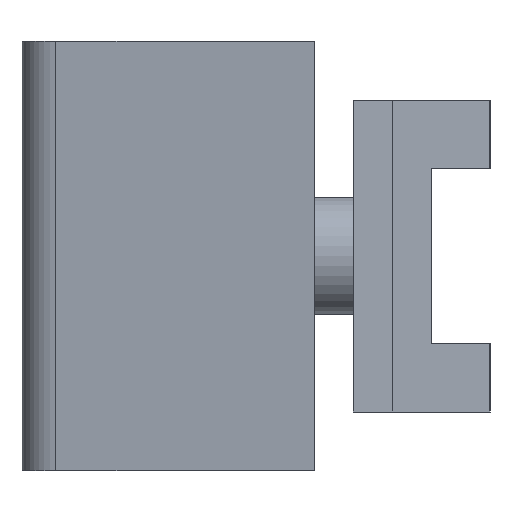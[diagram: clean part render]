
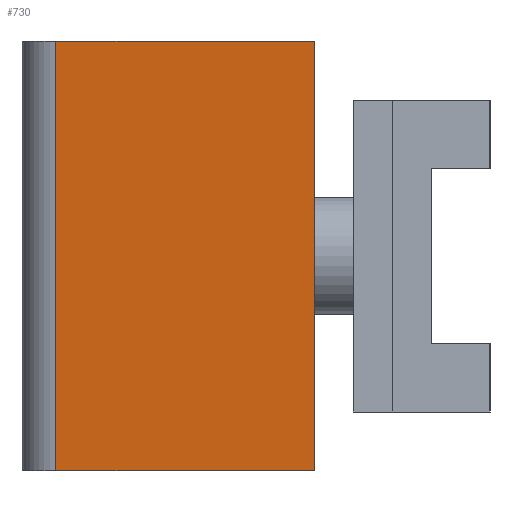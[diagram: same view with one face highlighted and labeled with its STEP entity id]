
A CAD part, left-side view. The second image highlights one B-rep face of the part: STEP entity #730.
In plain terms, the highlighted planar face has unit normal (-0.991, 0.132, 0).
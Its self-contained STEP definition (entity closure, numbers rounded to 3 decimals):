
#67=PLANE('',#811);
#114=FACE_OUTER_BOUND('',#162,.T.);
#162=EDGE_LOOP('',(#669,#670,#671,#672));
#230=LINE('',#1186,#309);
#235=LINE('',#1198,#314);
#242=LINE('',#1215,#321);
#243=LINE('',#1217,#322);
#309=VECTOR('',#982,10.);
#314=VECTOR('',#993,10.);
#321=VECTOR('',#1010,10.);
#322=VECTOR('',#1013,10.);
#388=VERTEX_POINT('',#1183);
#389=VERTEX_POINT('',#1185);
#393=VERTEX_POINT('',#1197);
#398=VERTEX_POINT('',#1213);
#475=EDGE_CURVE('',#388,#389,#230,.T.);
#481=EDGE_CURVE('',#393,#389,#235,.T.);
#490=EDGE_CURVE('',#388,#398,#242,.T.);
#491=EDGE_CURVE('',#393,#398,#243,.T.);
#669=ORIENTED_EDGE('',*,*,#475,.F.);
#670=ORIENTED_EDGE('',*,*,#490,.T.);
#671=ORIENTED_EDGE('',*,*,#491,.F.);
#672=ORIENTED_EDGE('',*,*,#481,.T.);
#730=ADVANCED_FACE('',(#114),#67,.T.);
#811=AXIS2_PLACEMENT_3D('',#1216,#1011,#1012);
#982=DIRECTION('',(0.,0.,1.));
#993=DIRECTION('',(0.132,0.991,0.));
#1010=DIRECTION('',(-0.132,-0.991,0.));
#1011=DIRECTION('center_axis',(-0.991,0.132,0.));
#1012=DIRECTION('ref_axis',(0.,0.,1.));
#1013=DIRECTION('',(0.,0.,-1.));
#1183=CARTESIAN_POINT('',(1.769,17.264,-5.));
#1185=CARTESIAN_POINT('',(1.769,17.264,17.));
#1186=CARTESIAN_POINT('',(1.769,17.264,3.25));
#1197=CARTESIAN_POINT('',(0.,4.,17.));
#1198=CARTESIAN_POINT('',(0.5,7.75,17.));
#1213=CARTESIAN_POINT('',(0.,4.,-5.));
#1215=CARTESIAN_POINT('',(0.614,8.602,-5.));
#1216=CARTESIAN_POINT('Origin',(1.,11.5,0.5));
#1217=CARTESIAN_POINT('',(0.,4.,17.));
